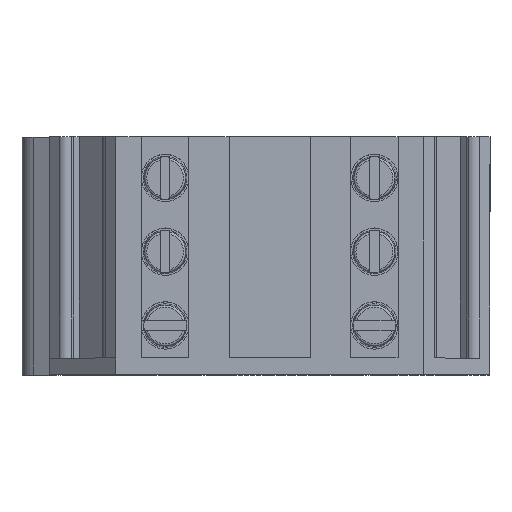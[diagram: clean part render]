
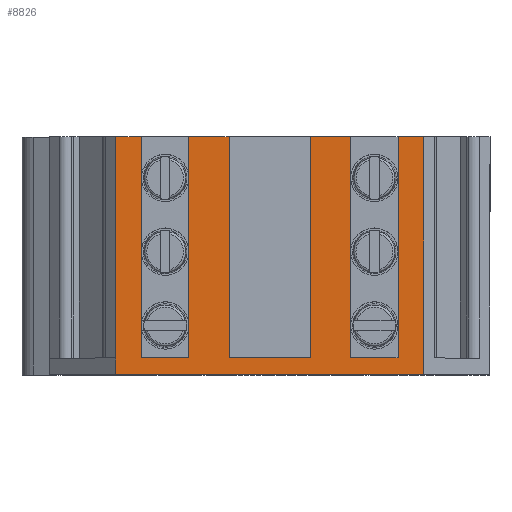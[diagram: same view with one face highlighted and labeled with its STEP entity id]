
A CAD part, top view. The second image highlights one B-rep face of the part: STEP entity #8826.
In plain terms, the highlighted planar face has unit normal (0, 0, 1).
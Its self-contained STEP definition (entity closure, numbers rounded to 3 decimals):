
#1128=ORIENTED_EDGE('',*,*,#2734,.F.);
#1129=ORIENTED_EDGE('',*,*,#2472,.F.);
#1130=ORIENTED_EDGE('',*,*,#2735,.T.);
#1131=ORIENTED_EDGE('',*,*,#2736,.F.);
#1132=ORIENTED_EDGE('',*,*,#2737,.F.);
#1133=ORIENTED_EDGE('',*,*,#2390,.T.);
#1134=ORIENTED_EDGE('',*,*,#2738,.T.);
#1135=ORIENTED_EDGE('',*,*,#2739,.F.);
#1136=ORIENTED_EDGE('',*,*,#2740,.F.);
#1137=ORIENTED_EDGE('',*,*,#2386,.T.);
#1138=ORIENTED_EDGE('',*,*,#2741,.T.);
#1139=ORIENTED_EDGE('',*,*,#2742,.F.);
#1140=ORIENTED_EDGE('',*,*,#2743,.F.);
#1141=ORIENTED_EDGE('',*,*,#2379,.T.);
#1142=ORIENTED_EDGE('',*,*,#2744,.T.);
#1143=ORIENTED_EDGE('',*,*,#2745,.F.);
#1144=ORIENTED_EDGE('',*,*,#2746,.F.);
#2379=EDGE_CURVE('',#3291,#3289,#3892,.T.);
#2386=EDGE_CURVE('',#3297,#3295,#3899,.T.);
#2390=EDGE_CURVE('',#3301,#3299,#3903,.T.);
#2472=EDGE_CURVE('',#3365,#3366,#3971,.T.);
#2734=EDGE_CURVE('',#3366,#3278,#4175,.T.);
#2735=EDGE_CURVE('',#3365,#3527,#4176,.T.);
#2736=EDGE_CURVE('',#3528,#3527,#4177,.T.);
#2737=EDGE_CURVE('',#3301,#3528,#4178,.T.);
#2738=EDGE_CURVE('',#3299,#3529,#4179,.T.);
#2739=EDGE_CURVE('',#3530,#3529,#4180,.T.);
#2740=EDGE_CURVE('',#3297,#3530,#4181,.T.);
#2741=EDGE_CURVE('',#3295,#3531,#4182,.T.);
#2742=EDGE_CURVE('',#3532,#3531,#4183,.T.);
#2743=EDGE_CURVE('',#3291,#3532,#4184,.T.);
#2744=EDGE_CURVE('',#3289,#3533,#4185,.T.);
#2745=EDGE_CURVE('',#3534,#3533,#4186,.T.);
#2746=EDGE_CURVE('',#3278,#3534,#4187,.T.);
#3278=VERTEX_POINT('',#11641);
#3289=VERTEX_POINT('',#11665);
#3291=VERTEX_POINT('',#11668);
#3295=VERTEX_POINT('',#11680);
#3297=VERTEX_POINT('',#11683);
#3299=VERTEX_POINT('',#11689);
#3301=VERTEX_POINT('',#11692);
#3365=VERTEX_POINT('',#11856);
#3366=VERTEX_POINT('',#11858);
#3527=VERTEX_POINT('',#12384);
#3528=VERTEX_POINT('',#12386);
#3529=VERTEX_POINT('',#12389);
#3530=VERTEX_POINT('',#12391);
#3531=VERTEX_POINT('',#12394);
#3532=VERTEX_POINT('',#12396);
#3533=VERTEX_POINT('',#12399);
#3534=VERTEX_POINT('',#12401);
#3892=LINE('',#11667,#4580);
#3899=LINE('',#11682,#4587);
#3903=LINE('',#11691,#4591);
#3971=LINE('',#11857,#4659);
#4175=LINE('',#12382,#4863);
#4176=LINE('',#12383,#4864);
#4177=LINE('',#12385,#4865);
#4178=LINE('',#12387,#4866);
#4179=LINE('',#12388,#4867);
#4180=LINE('',#12390,#4868);
#4181=LINE('',#12392,#4869);
#4182=LINE('',#12393,#4870);
#4183=LINE('',#12395,#4871);
#4184=LINE('',#12397,#4872);
#4185=LINE('',#12398,#4873);
#4186=LINE('',#12400,#4874);
#4187=LINE('',#12402,#4875);
#4580=VECTOR('',#9813,1000.);
#4587=VECTOR('',#9824,1000.);
#4591=VECTOR('',#9830,1000.);
#4659=VECTOR('',#9964,1000.);
#4863=VECTOR('',#10472,1000.);
#4864=VECTOR('',#10473,1000.);
#4865=VECTOR('',#10474,1000.);
#4866=VECTOR('',#10475,1000.);
#4867=VECTOR('',#10476,1000.);
#4868=VECTOR('',#10477,1000.);
#4869=VECTOR('',#10478,1000.);
#4870=VECTOR('',#10479,1000.);
#4871=VECTOR('',#10480,1000.);
#4872=VECTOR('',#10481,1000.);
#4873=VECTOR('',#10482,1000.);
#4874=VECTOR('',#10483,1000.);
#4875=VECTOR('',#10484,1000.);
#5332=EDGE_LOOP('',(#1128,#1129,#1130,#1131,#1132,#1133,#1134,#1135,#1136,
#1137,#1138,#1139,#1140,#1141,#1142,#1143,#1144));
#5706=FACE_BOUND('',#5332,.T.);
#6031=PLANE('',#9292);
#8826=ADVANCED_FACE('',(#5706),#6031,.F.);
#9292=AXIS2_PLACEMENT_3D('',#12381,#10470,#10471);
#9813=DIRECTION('',(-1.,0.,0.));
#9824=DIRECTION('',(-1.,0.,0.));
#9830=DIRECTION('',(-1.,0.,0.));
#9964=DIRECTION('',(-1.,0.,0.));
#10470=DIRECTION('',(0.,0.,-1.));
#10471=DIRECTION('',(0.,1.,0.));
#10472=DIRECTION('',(0.,1.,0.));
#10473=DIRECTION('',(0.,1.,0.));
#10474=DIRECTION('',(1.,0.,0.));
#10475=DIRECTION('',(0.,1.,0.));
#10476=DIRECTION('',(0.,1.,0.));
#10477=DIRECTION('',(1.,0.,0.));
#10478=DIRECTION('',(0.,1.,0.));
#10479=DIRECTION('',(0.,1.,0.));
#10480=DIRECTION('',(1.,0.,0.));
#10481=DIRECTION('',(0.,1.,0.));
#10482=DIRECTION('',(0.,1.,0.));
#10483=DIRECTION('',(1.,0.,0.));
#10484=DIRECTION('',(0.,1.,0.));
#11641=CARTESIAN_POINT('',(-37.451,-9.65,18.876));
#11665=CARTESIAN_POINT('',(-35.103,-9.65,18.876));
#11667=CARTESIAN_POINT('',(-9.451,-9.65,18.876));
#11668=CARTESIAN_POINT('',(-30.803,-9.65,18.876));
#11680=CARTESIAN_POINT('',(-27.15,-9.65,18.876));
#11682=CARTESIAN_POINT('',(-9.451,-9.65,18.876));
#11683=CARTESIAN_POINT('',(-19.75,-9.65,18.876));
#11689=CARTESIAN_POINT('',(-16.103,-9.65,18.876));
#11691=CARTESIAN_POINT('',(-9.451,-9.65,18.876));
#11692=CARTESIAN_POINT('',(-11.803,-9.65,18.876));
#11856=CARTESIAN_POINT('',(-9.451,-11.15,18.876));
#11857=CARTESIAN_POINT('',(-9.451,-11.15,18.876));
#11858=CARTESIAN_POINT('',(-37.451,-11.15,18.876));
#12381=CARTESIAN_POINT('',(-9.451,-11.15,18.876));
#12382=CARTESIAN_POINT('',(-37.451,-11.15,18.876));
#12383=CARTESIAN_POINT('',(-9.451,-11.15,18.876));
#12384=CARTESIAN_POINT('',(-9.451,10.45,18.876));
#12385=CARTESIAN_POINT('',(-9.451,10.45,18.876));
#12386=CARTESIAN_POINT('',(-11.803,10.45,18.876));
#12387=CARTESIAN_POINT('',(-11.803,-11.15,18.876));
#12388=CARTESIAN_POINT('',(-16.103,-11.15,18.876));
#12389=CARTESIAN_POINT('',(-16.103,10.45,18.876));
#12390=CARTESIAN_POINT('',(-16.103,10.45,18.876));
#12391=CARTESIAN_POINT('',(-19.75,10.45,18.876));
#12392=CARTESIAN_POINT('',(-19.75,-11.15,18.876));
#12393=CARTESIAN_POINT('',(-27.15,-11.15,18.876));
#12394=CARTESIAN_POINT('',(-27.15,10.45,18.876));
#12395=CARTESIAN_POINT('',(-27.15,10.45,18.876));
#12396=CARTESIAN_POINT('',(-30.803,10.45,18.876));
#12397=CARTESIAN_POINT('',(-30.803,-11.15,18.876));
#12398=CARTESIAN_POINT('',(-35.103,-11.15,18.876));
#12399=CARTESIAN_POINT('',(-35.103,10.45,18.876));
#12400=CARTESIAN_POINT('',(-35.103,10.45,18.876));
#12401=CARTESIAN_POINT('',(-37.451,10.45,18.876));
#12402=CARTESIAN_POINT('',(-37.451,-11.15,18.876));
